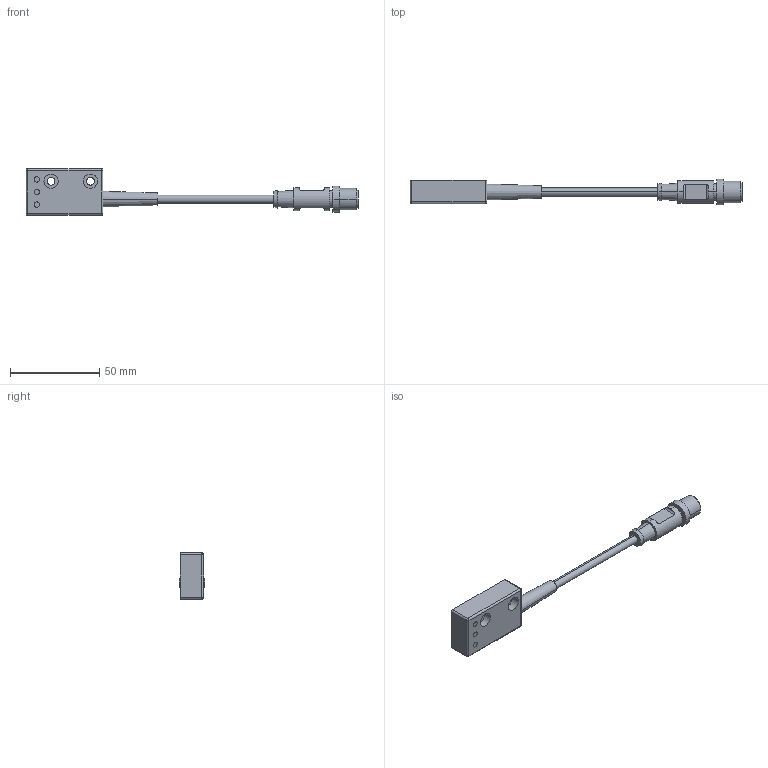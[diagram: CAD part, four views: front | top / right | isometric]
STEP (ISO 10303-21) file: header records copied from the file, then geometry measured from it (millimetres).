
FILE_DESCRIPTION((''),'2;1');
FILE_NAME('6073200068_SW0001','2011-06-30T',('T.Romberg'),(''),'PRO/ENGINEER BY PARAMETRIC TECHNOLOGY CORPORATION, 2005070','PRO/ENGINEER BY PARAMETRIC TECHNOLOGY CORPORATION, 2005070','');
FILE_SCHEMA(('AUTOMOTIVE_DESIGN_CC2 { 1 2 10303 214 -1 1 5 2 }'));
Length unit declared in the file: millimetre
Products named in the file (1): 6073200068_SW0001
Bounding box: 185.5 x 14.5 x 26 mm (x, y, z)
Surface area: 9066.3 mm2 (no closed solid volume)
Topology: 0 solids, 9 shells, 99 faces, 256 edges, 172 vertices
Faces by surface type: cylinder 47, plane 32, sphere 12, cone 6, torus 2
Entity records: 4966 total; most frequent: CARTESIAN_POINT 607, DIRECTION 588, ORIENTED_EDGE 444, PRESENTATION_STYLE_ASSIGNMENT 355, STYLED_ITEM 256, AXIS2_PLACEMENT_3D 249, CURVE_STYLE 248, EDGE_CURVE 248
